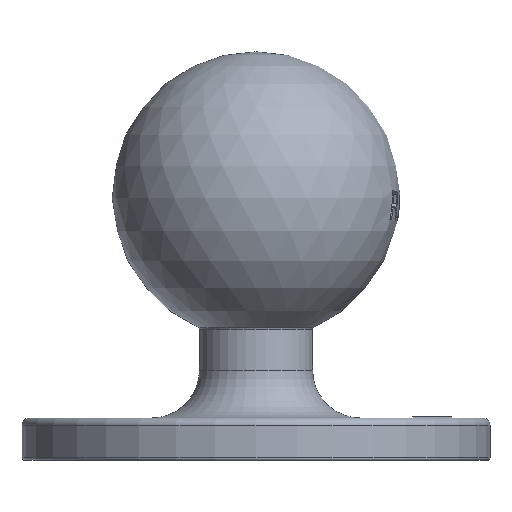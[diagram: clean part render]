
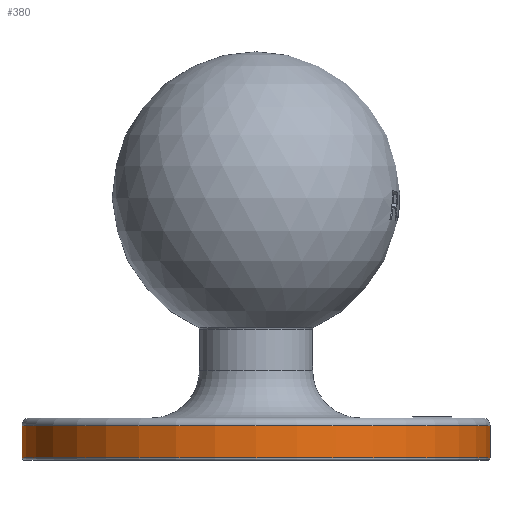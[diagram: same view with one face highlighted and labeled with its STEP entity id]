
A CAD part, front view. The second image highlights one B-rep face of the part: STEP entity #380.
In plain terms, the highlighted cylindrical face has radius 30.988 mm (diameter 61.976 mm), a full revolution.
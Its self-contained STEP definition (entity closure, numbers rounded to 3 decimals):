
#303=CYLINDRICAL_SURFACE('',#1817,30.988);
#380=ADVANCED_FACE('',(#508,#509),#303,.T.);
#508=FACE_BOUND('',#571,.T.);
#509=FACE_BOUND('',#572,.T.);
#571=EDGE_LOOP('',(#905));
#572=EDGE_LOOP('',(#906));
#905=ORIENTED_EDGE('',*,*,#1554,.T.);
#906=ORIENTED_EDGE('',*,*,#1555,.T.);
#1385=VERTEX_POINT('',#2632);
#1386=VERTEX_POINT('',#2634);
#1554=EDGE_CURVE('',#1385,#1385,#1758,.T.);
#1555=EDGE_CURVE('',#1386,#1386,#1759,.T.);
#1758=CIRCLE('',#1815,30.988);
#1759=CIRCLE('',#1816,30.988);
#1815=AXIS2_PLACEMENT_3D('',#2631,#1998,#1999);
#1816=AXIS2_PLACEMENT_3D('',#2633,#2000,#2001);
#1817=AXIS2_PLACEMENT_3D('',#2635,#2002,#2003);
#1998=DIRECTION('',(0.,0.,1.));
#1999=DIRECTION('',(1.,0.,0.));
#2000=DIRECTION('',(0.,0.,-1.));
#2001=DIRECTION('',(-1.,0.,0.));
#2002=DIRECTION('',(0.,0.,-1.));
#2003=DIRECTION('',(-1.,0.,0.));
#2631=CARTESIAN_POINT('',(0.,0.,0.3));
#2632=CARTESIAN_POINT('',(30.988,0.,0.3));
#2633=CARTESIAN_POINT('',(0.,0.,4.588));
#2634=CARTESIAN_POINT('',(-30.988,0.,4.588));
#2635=CARTESIAN_POINT('',(0.,0.,54.087));
